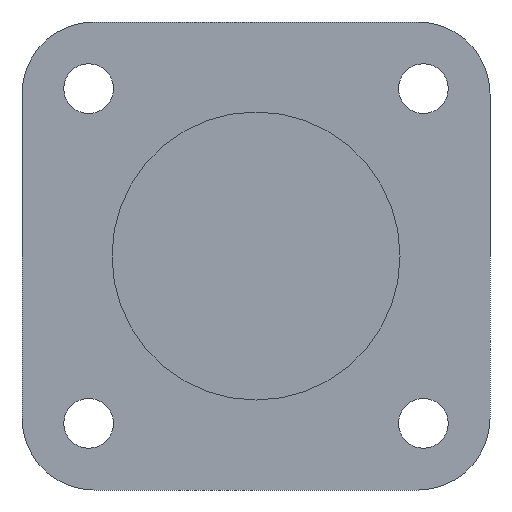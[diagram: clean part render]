
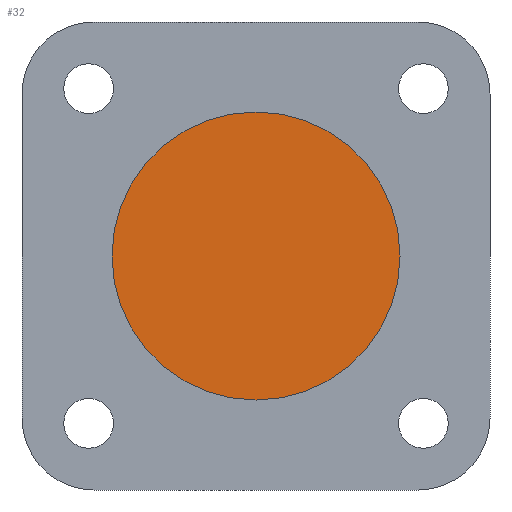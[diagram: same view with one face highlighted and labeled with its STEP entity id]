
A CAD part, front view. The second image highlights one B-rep face of the part: STEP entity #32.
In plain terms, the highlighted planar face has unit normal (0, -1, 0).
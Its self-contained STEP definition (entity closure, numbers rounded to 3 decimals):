
#32 = ADVANCED_FACE ( 'NONE', ( #81 ), #283, .T. ) ;
#81 = FACE_OUTER_BOUND ( 'NONE', #529, .T. ) ;
#87 = DIRECTION ( 'NONE',  ( 0., -1., 0. ) ) ;
#92 = AXIS2_PLACEMENT_3D ( 'NONE', #214, #499, #792 ) ;
#99 = CARTESIAN_POINT ( 'NONE',  ( 0., 7., -20. ) ) ;
#152 = ORIENTED_EDGE ( 'NONE', *, *, #267, .T. ) ;
#214 = CARTESIAN_POINT ( 'NONE',  ( 0., 7., 0. ) ) ;
#221 = CARTESIAN_POINT ( 'NONE',  ( 0., 7., 0. ) ) ;
#263 = CIRCLE ( 'NONE', #401, 20. ) ;
#267 = EDGE_CURVE ( 'NONE', #758, #584, #263, .T. ) ;
#283 = PLANE ( 'NONE',  #92 ) ;
#287 = DIRECTION ( 'NONE',  ( 0., 0., -1. ) ) ;
#294 = CARTESIAN_POINT ( 'NONE',  ( 0., 7., 20. ) ) ;
#401 = AXIS2_PLACEMENT_3D ( 'NONE', #526, #87, #607 ) ;
#425 = AXIS2_PLACEMENT_3D ( 'NONE', #221, #722, #287 ) ;
#499 = DIRECTION ( 'NONE',  ( 0., -1., 0. ) ) ;
#526 = CARTESIAN_POINT ( 'NONE',  ( 0., 7., 0. ) ) ;
#529 = EDGE_LOOP ( 'NONE', ( #152, #837 ) ) ;
#548 = EDGE_CURVE ( 'NONE', #584, #758, #906, .T. ) ;
#584 = VERTEX_POINT ( 'NONE', #294 ) ;
#607 = DIRECTION ( 'NONE',  ( 0., 0., -1. ) ) ;
#722 = DIRECTION ( 'NONE',  ( 0., -1., 0. ) ) ;
#758 = VERTEX_POINT ( 'NONE', #99 ) ;
#792 = DIRECTION ( 'NONE',  ( 0., 0., -1. ) ) ;
#837 = ORIENTED_EDGE ( 'NONE', *, *, #548, .T. ) ;
#906 = CIRCLE ( 'NONE', #425, 20. ) ;
